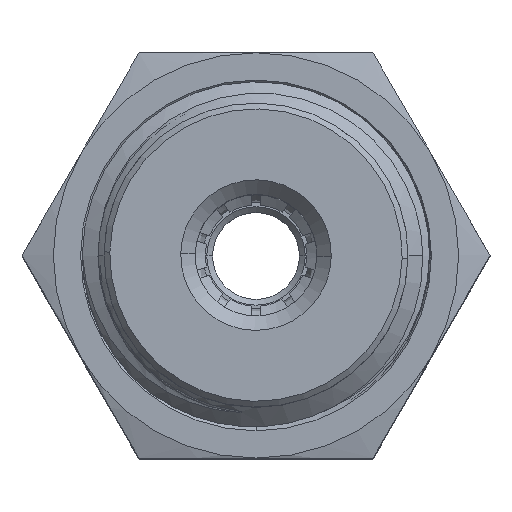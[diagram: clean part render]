
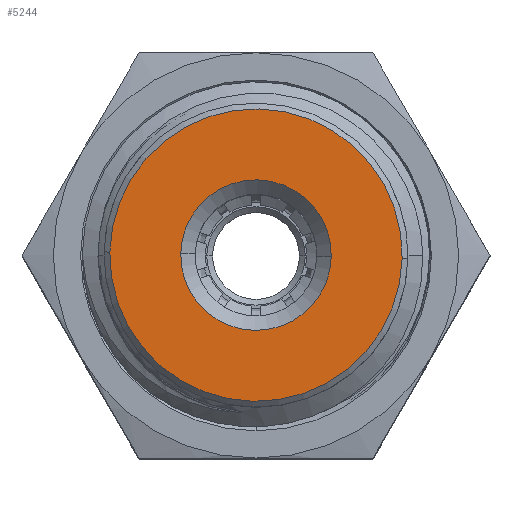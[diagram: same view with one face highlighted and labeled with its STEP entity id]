
A CAD part, top view. The second image highlights one B-rep face of the part: STEP entity #5244.
In plain terms, the highlighted planar face has unit normal (0, 0, 1).
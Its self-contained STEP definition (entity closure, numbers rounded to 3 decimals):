
#111 = AXIS2_PLACEMENT_3D ( 'NONE', #2141, #24274, #5317 ) ;
#2141 = CARTESIAN_POINT ( 'NONE',  ( 0., 0., 3.19 ) ) ;
#4137 = VERTEX_POINT ( 'NONE', #6153 ) ;
#5059 = CARTESIAN_POINT ( 'NONE',  ( 0., 0., 3.19 ) ) ;
#5244 = ADVANCED_FACE ( 'NONE', ( #16377, #24787 ), #17853, .T. ) ;
#5317 = DIRECTION ( 'NONE',  ( -1., 0.021, 0. ) ) ;
#6153 = CARTESIAN_POINT ( 'NONE',  ( -2.599, 0.054, 3.19 ) ) ;
#6758 = EDGE_LOOP ( 'NONE', ( #12343, #25845 ) ) ;
#8273 = DIRECTION ( 'NONE',  ( -1., 0.021, 0. ) ) ;
#9160 = CARTESIAN_POINT ( 'NONE',  ( 5.049, -0.106, 3.19 ) ) ;
#9197 = EDGE_CURVE ( 'NONE', #40735, #4137, #29766, .T. ) ;
#9500 = VERTEX_POINT ( 'NONE', #9160 ) ;
#11626 = CARTESIAN_POINT ( 'NONE',  ( 0., 0., 3.19 ) ) ;
#11969 = DIRECTION ( 'NONE',  ( 0., 0., -1. ) ) ;
#12343 = ORIENTED_EDGE ( 'NONE', *, *, #19863, .T. ) ;
#13331 = CARTESIAN_POINT ( 'NONE',  ( 0., 0., 3.19 ) ) ;
#14782 = DIRECTION ( 'NONE',  ( -1., 0.021, 0. ) ) ;
#16377 = FACE_BOUND ( 'NONE', #6758, .T. ) ;
#16530 = DIRECTION ( 'NONE',  ( -1., 0.021, 0. ) ) ;
#16655 = EDGE_CURVE ( 'NONE', #40477, #9500, #37565, .T. ) ;
#17853 = PLANE ( 'NONE',  #23762 ) ;
#17911 = EDGE_LOOP ( 'NONE', ( #33675, #18997 ) ) ;
#18997 = ORIENTED_EDGE ( 'NONE', *, *, #16655, .T. ) ;
#19639 = CIRCLE ( 'NONE', #31382, 2.6 ) ;
#19863 = EDGE_CURVE ( 'NONE', #4137, #40735, #19639, .T. ) ;
#23567 = CARTESIAN_POINT ( 'NONE',  ( 2.599, -0.054, 3.19 ) ) ;
#23762 = AXIS2_PLACEMENT_3D ( 'NONE', #11626, #33857, #14782 ) ;
#24274 = DIRECTION ( 'NONE',  ( 0., 0., 1. ) ) ;
#24787 = FACE_OUTER_BOUND ( 'NONE', #17911, .T. ) ;
#25085 = CARTESIAN_POINT ( 'NONE',  ( -5.049, 0.106, 3.19 ) ) ;
#25845 = ORIENTED_EDGE ( 'NONE', *, *, #9197, .T. ) ;
#27205 = DIRECTION ( 'NONE',  ( 0., 0., 1. ) ) ;
#29485 = AXIS2_PLACEMENT_3D ( 'NONE', #5059, #27205, #8273 ) ;
#29766 = CIRCLE ( 'NONE', #36970, 2.6 ) ;
#31024 = CARTESIAN_POINT ( 'NONE',  ( 0., 0., 3.19 ) ) ;
#31382 = AXIS2_PLACEMENT_3D ( 'NONE', #31024, #11969, #34213 ) ;
#33499 = CIRCLE ( 'NONE', #29485, 5.05 ) ;
#33675 = ORIENTED_EDGE ( 'NONE', *, *, #33725, .T. ) ;
#33725 = EDGE_CURVE ( 'NONE', #9500, #40477, #33499, .T. ) ;
#33857 = DIRECTION ( 'NONE',  ( 0., 0., 1. ) ) ;
#34213 = DIRECTION ( 'NONE',  ( -1., 0.021, 0. ) ) ;
#35573 = DIRECTION ( 'NONE',  ( 0., 0., -1. ) ) ;
#36970 = AXIS2_PLACEMENT_3D ( 'NONE', #13331, #35573, #16530 ) ;
#37565 = CIRCLE ( 'NONE', #111, 5.05 ) ;
#40477 = VERTEX_POINT ( 'NONE', #25085 ) ;
#40735 = VERTEX_POINT ( 'NONE', #23567 ) ;
